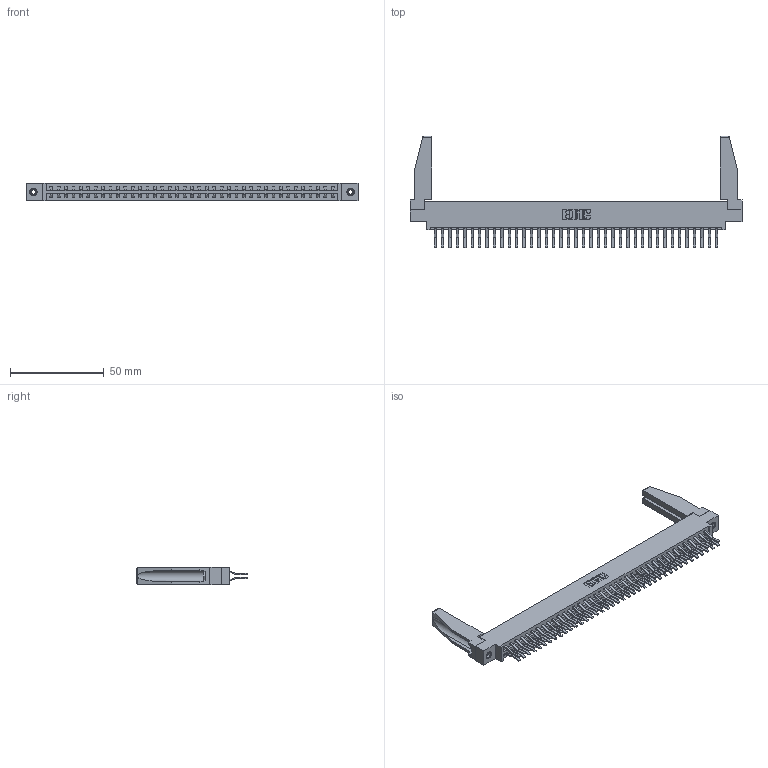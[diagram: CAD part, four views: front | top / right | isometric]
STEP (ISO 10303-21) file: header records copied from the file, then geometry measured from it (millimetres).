
FILE_DESCRIPTION (( 'STEP AP203' ), '1' );
FILE_NAME ('387-078-560-878.STEP', '2019-10-22T07:30:42', ( '' ), ( '' ), 'SwSTEP 2.0', 'SolidWorks 2016', '' );
FILE_SCHEMA (( 'CONFIG_CONTROL_DESIGN' ));
Length unit declared in the file: inch
Products named in the file (5): 337 Part_0.170 Offset - 0.156 Dia-TI; 307-220-078; 345-250-001_345-250-001-102; 387-078-560-878; 345-292-001_560 Tail
Assembly tree (83 placements, depth 2):
  387-078-560-878
    337 Part_0.170 Offset - 0.156 Dia-TI
    345-292-001_560 Tail  x78
    345-250-001_345-250-001-102  x2
    307-220-078  x2
Bounding box: 177.55 x 59.58 x 9.4 mm (x, y, z)
Volume: 23058.4 mm3; surface area: 26941.9 mm2
Topology: 83 solids, 83 shells, 4616 faces, 13679 edges, 9006 vertices
Faces by surface type: plane 3122, cylinder 1478, cone 12, torus 4
Entity records: 33286 total; most frequent: CARTESIAN_POINT 5612, ORIENTED_EDGE 5504, DIRECTION 4788, EDGE_CURVE 2752, VECTOR 2582, LINE 2582, VERTEX_POINT 1828, AXIS2_PLACEMENT_3D 1103
